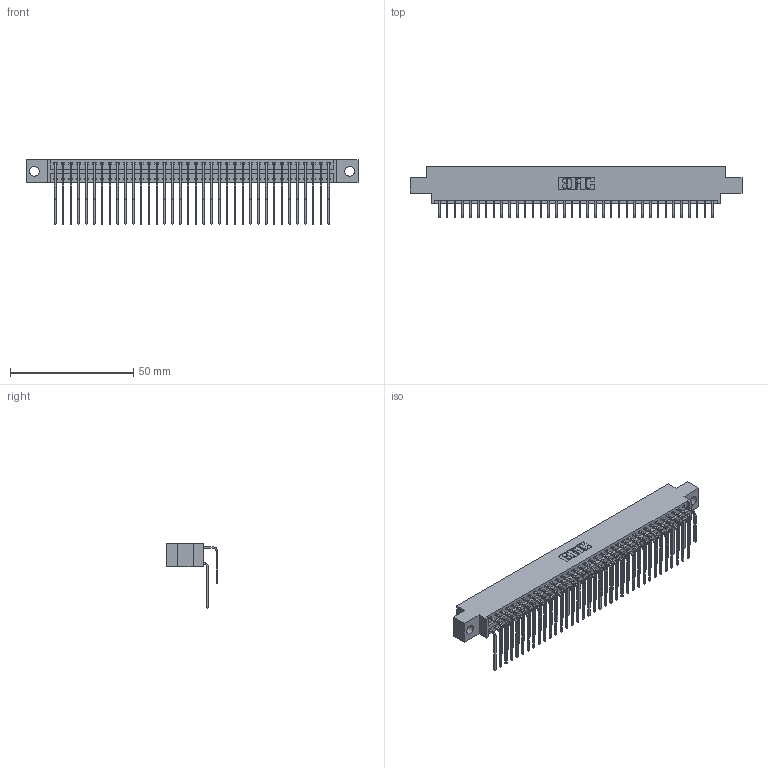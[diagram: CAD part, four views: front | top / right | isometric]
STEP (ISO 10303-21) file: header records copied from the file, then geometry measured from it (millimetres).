
FILE_DESCRIPTION (( 'STEP AP203' ), '1' );
FILE_NAME ('396-072-559-804.STEP', '2019-11-03T11:34:42', ( '' ), ( '' ), 'SwSTEP 2.0', 'SolidWorks 2016', '' );
FILE_SCHEMA (( 'CONFIG_CONTROL_DESIGN' ));
Length unit declared in the file: inch
Products named in the file (4): 396-072-559-804; 346 Part_0.170 Offset - 0.156 Dia-TH; 345-292-001_559 Tail - 2; 345-292-001_558 559 Tail - 1
Assembly tree (73 placements, depth 2):
  396-072-559-804
    346 Part_0.170 Offset - 0.156 Dia-TH
    345-292-001_558 559 Tail - 1  x36
    345-292-001_559 Tail - 2  x36
Bounding box: 134.87 x 20.89 x 26.16 mm (x, y, z)
Volume: 13278.2 mm3; surface area: 20143 mm2
Topology: 73 solids, 73 shells, 4014 faces, 11933 edges, 7858 vertices
Faces by surface type: plane 2744, cylinder 1270
Entity records: 26221 total; most frequent: CARTESIAN_POINT 4383, ORIENTED_EDGE 4266, DIRECTION 3885, EDGE_CURVE 2133, VECTOR 1817, LINE 1817, VERTEX_POINT 1418, AXIS2_PLACEMENT_3D 1034
